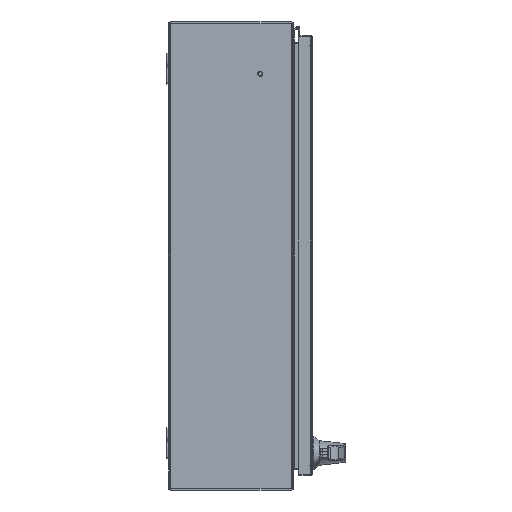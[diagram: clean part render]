
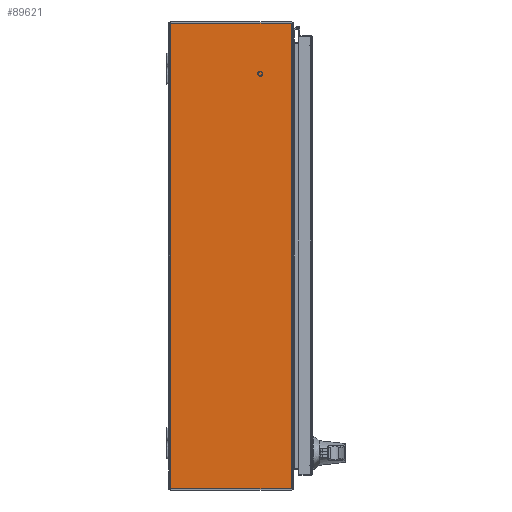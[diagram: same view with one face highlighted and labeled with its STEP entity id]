
A CAD part, front view. The second image highlights one B-rep face of the part: STEP entity #89621.
In plain terms, the highlighted face is planar.
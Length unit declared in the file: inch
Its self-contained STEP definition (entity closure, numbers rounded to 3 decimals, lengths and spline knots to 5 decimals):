
#652 = DIRECTION ( 'NONE',  ( 0., 0., 1. ) ) ;
#7898 = FACE_OUTER_BOUND ( 'NONE', #78240, .T. ) ;
#8557 = ORIENTED_EDGE ( 'NONE', *, *, #32261, .F. ) ;
#8855 = EDGE_CURVE ( 'NONE', #24962, #39279, #34641, .T. ) ;
#11656 = VERTEX_POINT ( 'NONE', #88518 ) ;
#12424 = VECTOR ( 'NONE', #45765, 39.37008 ) ;
#15221 = LINE ( 'NONE', #46546, #12424 ) ;
#17274 = CARTESIAN_POINT ( 'NONE',  ( -14.92214, -7.892, -18. ) ) ;
#17649 = DIRECTION ( 'NONE',  ( 1., 0., 0. ) ) ;
#19934 = CARTESIAN_POINT ( 'NONE',  ( 14.92789, -0.108, -18. ) ) ;
#21011 = DIRECTION ( 'NONE',  ( 0., 0., 1. ) ) ;
#23759 = DIRECTION ( 'NONE',  ( 1., 0., 0. ) ) ;
#24962 = VERTEX_POINT ( 'NONE', #86659 ) ;
#25392 = ORIENTED_EDGE ( 'NONE', *, *, #112517, .F. ) ;
#26293 = ORIENTED_EDGE ( 'NONE', *, *, #38481, .F. ) ;
#30077 = ORIENTED_EDGE ( 'NONE', *, *, #40991, .F. ) ;
#32261 = EDGE_CURVE ( 'NONE', #39279, #33421, #83059, .T. ) ;
#33421 = VERTEX_POINT ( 'NONE', #17274 ) ;
#34641 = LINE ( 'NONE', #113723, #103504 ) ;
#35765 = PLANE ( 'NONE',  #110229 ) ;
#38481 = EDGE_CURVE ( 'NONE', #112943, #11656, #71829, .T. ) ;
#39279 = VERTEX_POINT ( 'NONE', #61269 ) ;
#40991 = EDGE_CURVE ( 'NONE', #75320, #24962, #15221, .T. ) ;
#41824 = DIRECTION ( 'NONE',  ( 0., 0., 1. ) ) ;
#44193 = LINE ( 'NONE', #88012, #103400 ) ;
#45765 = DIRECTION ( 'NONE',  ( -1., 0., 0. ) ) ;
#46546 = CARTESIAN_POINT ( 'NONE',  ( -104.406, -0.108, -18. ) ) ;
#51058 = DIRECTION ( 'NONE',  ( 0., -1., 0. ) ) ;
#51925 = LINE ( 'NONE', #77972, #101472 ) ;
#56768 = DIRECTION ( 'NONE',  ( -1., 0., 0. ) ) ;
#61269 = CARTESIAN_POINT ( 'NONE',  ( -14.92789, -7.85858, -18. ) ) ;
#71829 = CIRCLE ( 'NONE', #103105, 0.1 ) ;
#73681 = CARTESIAN_POINT ( 'NONE',  ( -14.82789, -7.85858, -18. ) ) ;
#75320 = VERTEX_POINT ( 'NONE', #19934 ) ;
#76433 = CARTESIAN_POINT ( 'NONE',  ( 14.82789, -7.85858, -18. ) ) ;
#77972 = CARTESIAN_POINT ( 'NONE',  ( -104.406, -7.892, -18. ) ) ;
#78240 = EDGE_LOOP ( 'NONE', ( #26293, #25392, #8557, #88009, #30077, #81426 ) ) ;
#79575 = CARTESIAN_POINT ( 'NONE',  ( -104.406, 0., -18. ) ) ;
#81426 = ORIENTED_EDGE ( 'NONE', *, *, #93330, .T. ) ;
#83059 = CIRCLE ( 'NONE', #97376, 0.1 ) ;
#86659 = CARTESIAN_POINT ( 'NONE',  ( -14.92789, -0.108, -18. ) ) ;
#88009 = ORIENTED_EDGE ( 'NONE', *, *, #8855, .F. ) ;
#88012 = CARTESIAN_POINT ( 'NONE',  ( 14.92789, 39.37008, -18. ) ) ;
#88518 = CARTESIAN_POINT ( 'NONE',  ( 14.92789, -7.85858, -18. ) ) ;
#89621 = ADVANCED_FACE ( 'NONE', ( #7898 ), #35765, .F. ) ;
#93330 = EDGE_CURVE ( 'NONE', #75320, #11656, #44193, .T. ) ;
#97376 = AXIS2_PLACEMENT_3D ( 'NONE', #73681, #21011, #56768 ) ;
#97649 = DIRECTION ( 'NONE',  ( 0., -1., 0. ) ) ;
#101472 = VECTOR ( 'NONE', #103797, 39.37008 ) ;
#101736 = CARTESIAN_POINT ( 'NONE',  ( 14.92214, -7.892, -18. ) ) ;
#103105 = AXIS2_PLACEMENT_3D ( 'NONE', #76433, #41824, #23759 ) ;
#103400 = VECTOR ( 'NONE', #97649, 39.37008 ) ;
#103504 = VECTOR ( 'NONE', #51058, 39.37008 ) ;
#103797 = DIRECTION ( 'NONE',  ( 1., 0., 0. ) ) ;
#110229 = AXIS2_PLACEMENT_3D ( 'NONE', #79575, #652, #17649 ) ;
#112517 = EDGE_CURVE ( 'NONE', #33421, #112943, #51925, .T. ) ;
#112943 = VERTEX_POINT ( 'NONE', #101736 ) ;
#113723 = CARTESIAN_POINT ( 'NONE',  ( -14.92789, 39.37008, -18. ) ) ;
